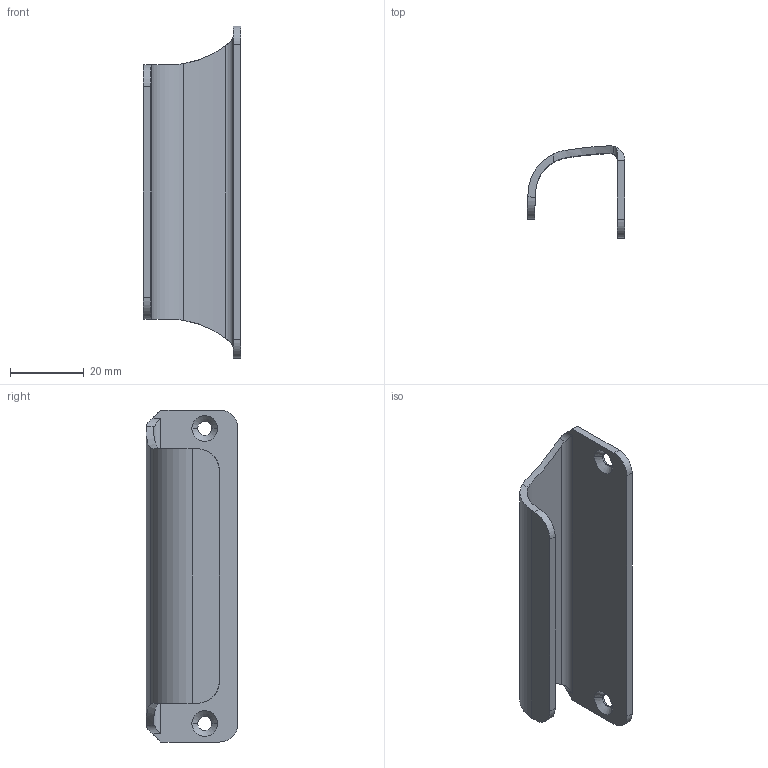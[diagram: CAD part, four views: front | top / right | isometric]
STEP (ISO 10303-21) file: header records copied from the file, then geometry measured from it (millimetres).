
FILE_DESCRIPTION(('Creo Elements/Direct Modeling STEP Export'),'2;1');
FILE_NAME('1139-90.stp','2018-12-12T15:19:01',(''),(''),'Creo Elements/Direct Modeling STEP processor for AP214 (Solid Model)','Creo Elements/Direct Modeling 20.0 12-Nov-2016 (C) Parametric Technology GmbH','');
FILE_SCHEMA(('AUTOMOTIVE_DESIGN { 1 0 10303 214 1 1 1 1 }'));
Length unit declared in the file: millimetre
Products named in the file (2): 1139-90
Assembly tree (1 placements, depth 2):
  1139-90
    1139-90
Bounding box: 26.5 x 24.91 x 90 mm (x, y, z)
Volume: 9271.3 mm3; surface area: 9902.6 mm2
Topology: 1 solids, 1 shells, 34 faces, 98 edges, 66 vertices
Faces by surface type: cylinder 18, plane 12, cone 4
Entity records: 1682 total; most frequent: CARTESIAN_POINT 725, ORIENTED_EDGE 196, DIRECTION 182, EDGE_CURVE 98, AXIS2_PLACEMENT_3D 67, VERTEX_POINT 66, VECTOR 48, LINE 48
